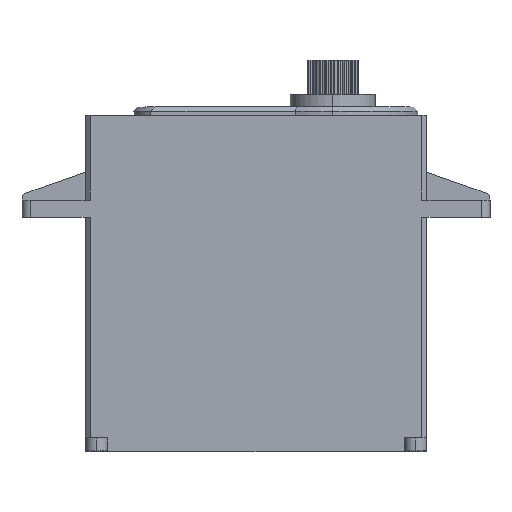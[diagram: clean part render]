
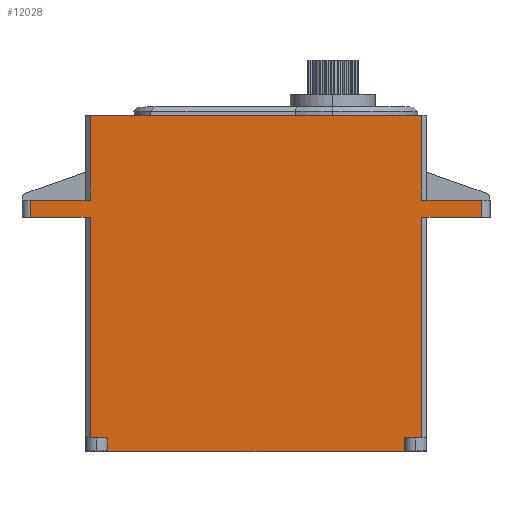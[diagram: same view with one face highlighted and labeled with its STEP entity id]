
A CAD part, top view. The second image highlights one B-rep face of the part: STEP entity #12028.
In plain terms, the highlighted planar face has unit normal (0, 0, 1).
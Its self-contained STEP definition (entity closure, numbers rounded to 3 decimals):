
#101 = CARTESIAN_POINT ( 'NONE',  ( -19.5, 39.5, 10. ) ) ;
#307 = LINE ( 'NONE', #2046, #3503 ) ;
#401 = CARTESIAN_POINT ( 'NONE',  ( -27.5, 29.55, 10. ) ) ;
#519 = CARTESIAN_POINT ( 'NONE',  ( -17.4, 1.6, 10. ) ) ;
#646 = DIRECTION ( 'NONE',  ( 1., 0., 0. ) ) ;
#699 = PLANE ( 'NONE',  #3280 ) ;
#1015 = ORIENTED_EDGE ( 'NONE', *, *, #1056, .F. ) ;
#1056 = EDGE_CURVE ( 'NONE', #10707, #11331, #7020, .T. ) ;
#1277 = CARTESIAN_POINT ( 'NONE',  ( 17.4, 1.6, 10. ) ) ;
#1578 = EDGE_CURVE ( 'NONE', #1810, #5324, #3376, .T. ) ;
#1629 = VECTOR ( 'NONE', #2902, 1000. ) ;
#1670 = ORIENTED_EDGE ( 'NONE', *, *, #9526, .T. ) ;
#1713 = CARTESIAN_POINT ( 'NONE',  ( -20., 39.5, 10. ) ) ;
#1776 = EDGE_CURVE ( 'NONE', #1810, #6271, #7066, .T. ) ;
#1810 = VERTEX_POINT ( 'NONE', #7199 ) ;
#1811 = VECTOR ( 'NONE', #8893, 1000. ) ;
#1891 = EDGE_CURVE ( 'NONE', #6724, #7045, #11087, .T. ) ;
#2046 = CARTESIAN_POINT ( 'NONE',  ( -19.5, 27.55, 10. ) ) ;
#2282 = CARTESIAN_POINT ( 'NONE',  ( -19.5, 27.55, 10. ) ) ;
#2366 = LINE ( 'NONE', #1277, #5404 ) ;
#2394 = CARTESIAN_POINT ( 'NONE',  ( 19.5, 1.6, 10. ) ) ;
#2555 = ORIENTED_EDGE ( 'NONE', *, *, #9004, .T. ) ;
#2728 = VECTOR ( 'NONE', #10236, 1000. ) ;
#2808 = CARTESIAN_POINT ( 'NONE',  ( 9., 39.5, 10. ) ) ;
#2902 = DIRECTION ( 'NONE',  ( 0., 1., 0. ) ) ;
#2983 = DIRECTION ( 'NONE',  ( 1., 0., 0. ) ) ;
#3005 = ORIENTED_EDGE ( 'NONE', *, *, #5752, .T. ) ;
#3020 = ORIENTED_EDGE ( 'NONE', *, *, #5518, .T. ) ;
#3079 = CARTESIAN_POINT ( 'NONE',  ( -19.5, 1.6, 10. ) ) ;
#3097 = VECTOR ( 'NONE', #5055, 1000. ) ;
#3146 = DIRECTION ( 'NONE',  ( 0., -1., 0. ) ) ;
#3222 = CARTESIAN_POINT ( 'NONE',  ( -19.5, 27.55, 10. ) ) ;
#3280 = AXIS2_PLACEMENT_3D ( 'NONE', #12003, #6108, #6437 ) ;
#3376 = LINE ( 'NONE', #7184, #6840 ) ;
#3490 = CARTESIAN_POINT ( 'NONE',  ( -27.5, 27.55, 10. ) ) ;
#3503 = VECTOR ( 'NONE', #3146, 1000. ) ;
#3534 = EDGE_CURVE ( 'NONE', #7045, #8139, #2366, .T. ) ;
#3640 = CARTESIAN_POINT ( 'NONE',  ( 26.5, 27.55, 10. ) ) ;
#3691 = CARTESIAN_POINT ( 'NONE',  ( -20., 39.5, 10. ) ) ;
#3820 = VERTEX_POINT ( 'NONE', #3079 ) ;
#3909 = LINE ( 'NONE', #6789, #6003 ) ;
#4070 = EDGE_CURVE ( 'NONE', #6724, #6590, #8245, .T. ) ;
#4225 = LINE ( 'NONE', #7846, #11064 ) ;
#4270 = ORIENTED_EDGE ( 'NONE', *, *, #8019, .T. ) ;
#4279 = DIRECTION ( 'NONE',  ( 0., -1., 0. ) ) ;
#4332 = DIRECTION ( 'NONE',  ( 1., 0., 0. ) ) ;
#4489 = CARTESIAN_POINT ( 'NONE',  ( 19.5, 27.55, 10. ) ) ;
#4695 = EDGE_CURVE ( 'NONE', #8846, #11710, #10154, .T. ) ;
#4740 = CARTESIAN_POINT ( 'NONE',  ( -17.4, 1.6, 10. ) ) ;
#4758 = VECTOR ( 'NONE', #4332, 1000. ) ;
#4790 = CARTESIAN_POINT ( 'NONE',  ( -26.5, 27.55, 10. ) ) ;
#4874 = ORIENTED_EDGE ( 'NONE', *, *, #8450, .T. ) ;
#4943 = ORIENTED_EDGE ( 'NONE', *, *, #1776, .F. ) ;
#5055 = DIRECTION ( 'NONE',  ( -1., 0., 0. ) ) ;
#5097 = CARTESIAN_POINT ( 'NONE',  ( -17.4, 1.6, 10. ) ) ;
#5158 = DIRECTION ( 'NONE',  ( 1., 0., 0. ) ) ;
#5233 = LINE ( 'NONE', #5893, #1629 ) ;
#5243 = DIRECTION ( 'NONE',  ( 0., 1., 0. ) ) ;
#5287 = ORIENTED_EDGE ( 'NONE', *, *, #4695, .F. ) ;
#5295 = FACE_OUTER_BOUND ( 'NONE', #7268, .T. ) ;
#5324 = VERTEX_POINT ( 'NONE', #4790 ) ;
#5360 = VECTOR ( 'NONE', #11135, 1000. ) ;
#5384 = CARTESIAN_POINT ( 'NONE',  ( 19.5, 39.5, 10. ) ) ;
#5404 = VECTOR ( 'NONE', #6142, 1000. ) ;
#5440 = DIRECTION ( 'NONE',  ( -1., 0., 0. ) ) ;
#5518 = EDGE_CURVE ( 'NONE', #7537, #11877, #8035, .T. ) ;
#5752 = EDGE_CURVE ( 'NONE', #10948, #3820, #307, .T. ) ;
#5893 = CARTESIAN_POINT ( 'NONE',  ( 26.5, 27.55, 10. ) ) ;
#6003 = VECTOR ( 'NONE', #2983, 1000. ) ;
#6099 = EDGE_CURVE ( 'NONE', #7537, #3820, #6233, .T. ) ;
#6108 = DIRECTION ( 'NONE',  ( 0., 0., -1. ) ) ;
#6142 = DIRECTION ( 'NONE',  ( 0., -1., 0. ) ) ;
#6233 = LINE ( 'NONE', #519, #3097 ) ;
#6271 = VERTEX_POINT ( 'NONE', #9932 ) ;
#6363 = EDGE_CURVE ( 'NONE', #11737, #8846, #7071, .T. ) ;
#6437 = DIRECTION ( 'NONE',  ( -1., 0., 0. ) ) ;
#6590 = VERTEX_POINT ( 'NONE', #6937 ) ;
#6724 = VERTEX_POINT ( 'NONE', #2394 ) ;
#6789 = CARTESIAN_POINT ( 'NONE',  ( -20., 0., 10. ) ) ;
#6840 = VECTOR ( 'NONE', #9842, 1000. ) ;
#6926 = VECTOR ( 'NONE', #12019, 1000. ) ;
#6937 = CARTESIAN_POINT ( 'NONE',  ( 19.5, 27.55, 10. ) ) ;
#7020 = LINE ( 'NONE', #9124, #4758 ) ;
#7045 = VERTEX_POINT ( 'NONE', #11505 ) ;
#7057 = CARTESIAN_POINT ( 'NONE',  ( 19.5, 29.55, 10. ) ) ;
#7066 = LINE ( 'NONE', #401, #11186 ) ;
#7071 = LINE ( 'NONE', #3691, #2728 ) ;
#7139 = CARTESIAN_POINT ( 'NONE',  ( 19.5, 27.55, 10. ) ) ;
#7184 = CARTESIAN_POINT ( 'NONE',  ( -26.5, 27.55, 10. ) ) ;
#7199 = CARTESIAN_POINT ( 'NONE',  ( -26.5, 29.55, 10. ) ) ;
#7265 = ORIENTED_EDGE ( 'NONE', *, *, #1891, .F. ) ;
#7268 = EDGE_LOOP ( 'NONE', ( #2555, #8088, #7265, #8108, #10915, #4874, #1015, #1670, #5287, #8681, #4270, #4943, #9691, #9874, #3005, #9716, #3020 ) ) ;
#7537 = VERTEX_POINT ( 'NONE', #4740 ) ;
#7603 = VECTOR ( 'NONE', #5243, 1000. ) ;
#7706 = EDGE_CURVE ( 'NONE', #5324, #10948, #11059, .T. ) ;
#7835 = CARTESIAN_POINT ( 'NONE',  ( 26.5, 29.55, 10. ) ) ;
#7846 = CARTESIAN_POINT ( 'NONE',  ( -27.5, 27.55, 10. ) ) ;
#8019 = EDGE_CURVE ( 'NONE', #11737, #6271, #9694, .T. ) ;
#8035 = LINE ( 'NONE', #5097, #11240 ) ;
#8088 = ORIENTED_EDGE ( 'NONE', *, *, #3534, .F. ) ;
#8090 = VECTOR ( 'NONE', #5440, 1000. ) ;
#8108 = ORIENTED_EDGE ( 'NONE', *, *, #4070, .T. ) ;
#8133 = VECTOR ( 'NONE', #11006, 1000. ) ;
#8139 = VERTEX_POINT ( 'NONE', #10162 ) ;
#8237 = LINE ( 'NONE', #4489, #7603 ) ;
#8245 = LINE ( 'NONE', #7139, #6926 ) ;
#8450 = EDGE_CURVE ( 'NONE', #10494, #11331, #5233, .T. ) ;
#8681 = ORIENTED_EDGE ( 'NONE', *, *, #6363, .F. ) ;
#8723 = EDGE_CURVE ( 'NONE', #6590, #10494, #4225, .T. ) ;
#8846 = VERTEX_POINT ( 'NONE', #2808 ) ;
#8893 = DIRECTION ( 'NONE',  ( 0., -1., 0. ) ) ;
#9004 = EDGE_CURVE ( 'NONE', #11877, #8139, #3909, .T. ) ;
#9124 = CARTESIAN_POINT ( 'NONE',  ( -27.5, 29.55, 10. ) ) ;
#9526 = EDGE_CURVE ( 'NONE', #10707, #11710, #8237, .T. ) ;
#9691 = ORIENTED_EDGE ( 'NONE', *, *, #1578, .T. ) ;
#9694 = LINE ( 'NONE', #3222, #1811 ) ;
#9716 = ORIENTED_EDGE ( 'NONE', *, *, #6099, .F. ) ;
#9842 = DIRECTION ( 'NONE',  ( 0., -1., 0. ) ) ;
#9874 = ORIENTED_EDGE ( 'NONE', *, *, #7706, .T. ) ;
#9932 = CARTESIAN_POINT ( 'NONE',  ( -19.5, 29.55, 10. ) ) ;
#10154 = LINE ( 'NONE', #1713, #5360 ) ;
#10162 = CARTESIAN_POINT ( 'NONE',  ( 17.4, 0., 10. ) ) ;
#10236 = DIRECTION ( 'NONE',  ( 1., 0., 0. ) ) ;
#10494 = VERTEX_POINT ( 'NONE', #3640 ) ;
#10707 = VERTEX_POINT ( 'NONE', #7057 ) ;
#10915 = ORIENTED_EDGE ( 'NONE', *, *, #8723, .T. ) ;
#10948 = VERTEX_POINT ( 'NONE', #2282 ) ;
#11006 = DIRECTION ( 'NONE',  ( 1., 0., 0. ) ) ;
#11059 = LINE ( 'NONE', #3490, #8133 ) ;
#11064 = VECTOR ( 'NONE', #5158, 1000. ) ;
#11087 = LINE ( 'NONE', #11155, #8090 ) ;
#11135 = DIRECTION ( 'NONE',  ( 1., 0., 0. ) ) ;
#11155 = CARTESIAN_POINT ( 'NONE',  ( 17.4, 1.6, 10. ) ) ;
#11186 = VECTOR ( 'NONE', #646, 1000. ) ;
#11240 = VECTOR ( 'NONE', #4279, 1000. ) ;
#11331 = VERTEX_POINT ( 'NONE', #7835 ) ;
#11505 = CARTESIAN_POINT ( 'NONE',  ( 17.4, 1.6, 10. ) ) ;
#11577 = CARTESIAN_POINT ( 'NONE',  ( -17.4, 0., 10. ) ) ;
#11710 = VERTEX_POINT ( 'NONE', #5384 ) ;
#11737 = VERTEX_POINT ( 'NONE', #101 ) ;
#11877 = VERTEX_POINT ( 'NONE', #11577 ) ;
#12003 = CARTESIAN_POINT ( 'NONE',  ( -20., 27.55, 10. ) ) ;
#12019 = DIRECTION ( 'NONE',  ( 0., 1., 0. ) ) ;
#12028 = ADVANCED_FACE ( 'NONE', ( #5295 ), #699, .F. ) ;
